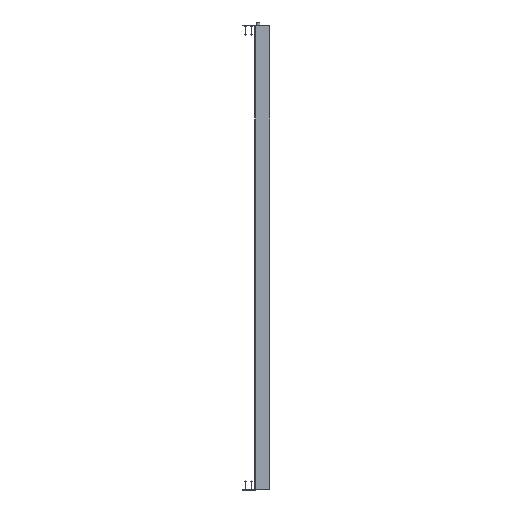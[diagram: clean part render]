
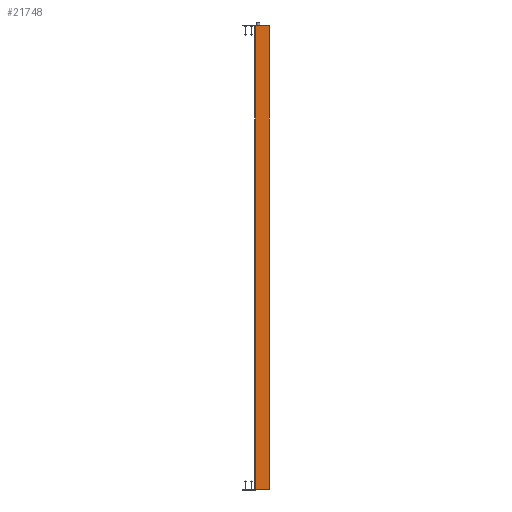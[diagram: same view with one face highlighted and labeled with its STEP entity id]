
A CAD part, left-side view. The second image highlights one B-rep face of the part: STEP entity #21748.
In plain terms, the highlighted planar face has unit normal (-1, 0.003, 0).
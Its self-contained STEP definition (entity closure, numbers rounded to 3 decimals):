
#749 = LINE ( 'NONE', #29639, #39049 ) ;
#1213 = DIRECTION ( 'NONE',  ( -0.003, -1., 0. ) ) ;
#1679 = ORIENTED_EDGE ( 'NONE', *, *, #42399, .F. ) ;
#2091 = FACE_OUTER_BOUND ( 'NONE', #43623, .T. ) ;
#2430 = EDGE_CURVE ( 'NONE', #20173, #10530, #28231, .T. ) ;
#6486 = DIRECTION ( 'NONE',  ( 0., 0., -1. ) ) ;
#7498 = EDGE_CURVE ( 'NONE', #20173, #43694, #749, .T. ) ;
#8321 = ORIENTED_EDGE ( 'NONE', *, *, #2430, .T. ) ;
#9852 = AXIS2_PLACEMENT_3D ( 'NONE', #39050, #20941, #11396 ) ;
#10530 = VERTEX_POINT ( 'NONE', #25663 ) ;
#11396 = DIRECTION ( 'NONE',  ( 0.003, 1., 0. ) ) ;
#11629 = DIRECTION ( 'NONE',  ( -0.003, -1., 0. ) ) ;
#12111 = LINE ( 'NONE', #34494, #38031 ) ;
#15902 = VECTOR ( 'NONE', #43553, 1000. ) ;
#18276 = LINE ( 'NONE', #32830, #15902 ) ;
#18341 = ORIENTED_EDGE ( 'NONE', *, *, #7498, .F. ) ;
#20173 = VERTEX_POINT ( 'NONE', #34420 ) ;
#20941 = DIRECTION ( 'NONE',  ( 1., -0.003, 0. ) ) ;
#21748 = ADVANCED_FACE ( 'NONE', ( #2091 ), #45761, .F. ) ;
#21932 = EDGE_CURVE ( 'NONE', #10530, #24542, #12111, .T. ) ;
#24542 = VERTEX_POINT ( 'NONE', #29297 ) ;
#25361 = VECTOR ( 'NONE', #6486, 1000. ) ;
#25663 = CARTESIAN_POINT ( 'NONE',  ( -4.002, -0.698, 0. ) ) ;
#28231 = LINE ( 'NONE', #38928, #25361 ) ;
#29297 = CARTESIAN_POINT ( 'NONE',  ( -4.1, -30., 0. ) ) ;
#29639 = CARTESIAN_POINT ( 'NONE',  ( -4.002, -0.698, 958. ) ) ;
#31139 = ORIENTED_EDGE ( 'NONE', *, *, #21932, .T. ) ;
#32830 = CARTESIAN_POINT ( 'NONE',  ( -4.1, -30., 958. ) ) ;
#34420 = CARTESIAN_POINT ( 'NONE',  ( -4.002, -0.698, 958. ) ) ;
#34494 = CARTESIAN_POINT ( 'NONE',  ( -4.002, -0.698, 0. ) ) ;
#38031 = VECTOR ( 'NONE', #11629, 1000. ) ;
#38928 = CARTESIAN_POINT ( 'NONE',  ( -4.002, -0.698, 958. ) ) ;
#39049 = VECTOR ( 'NONE', #1213, 1000. ) ;
#39050 = CARTESIAN_POINT ( 'NONE',  ( -4.002, -0.698, 958. ) ) ;
#42399 = EDGE_CURVE ( 'NONE', #43694, #24542, #18276, .T. ) ;
#42970 = CARTESIAN_POINT ( 'NONE',  ( -4.1, -30., 958. ) ) ;
#43553 = DIRECTION ( 'NONE',  ( 0., 0., -1. ) ) ;
#43623 = EDGE_LOOP ( 'NONE', ( #31139, #1679, #18341, #8321 ) ) ;
#43694 = VERTEX_POINT ( 'NONE', #42970 ) ;
#45761 = PLANE ( 'NONE',  #9852 ) ;
